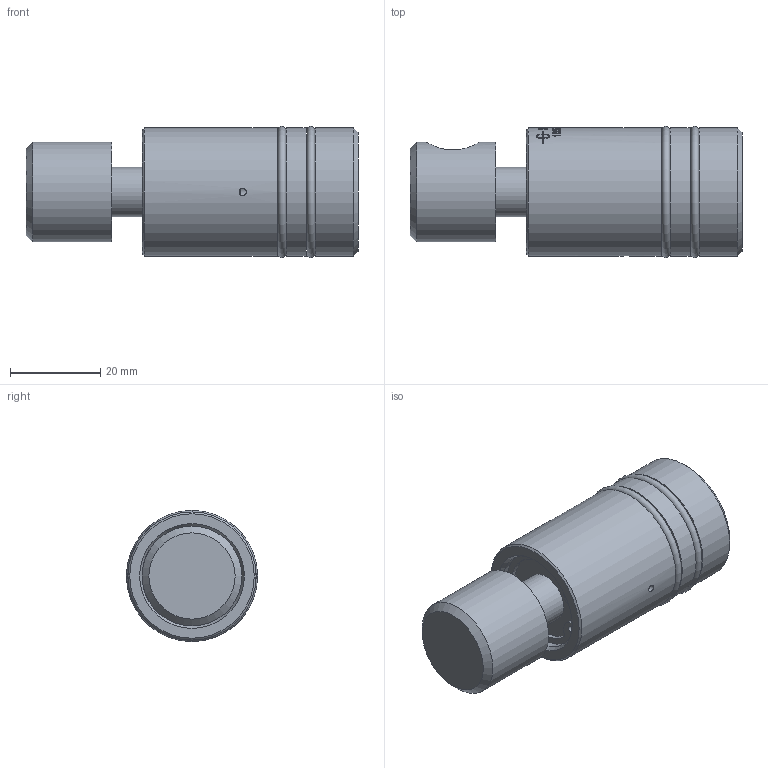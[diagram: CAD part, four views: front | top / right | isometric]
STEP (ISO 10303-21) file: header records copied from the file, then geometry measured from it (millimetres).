
FILE_DESCRIPTION((''),'2;1');
FILE_NAME('1005-108-001-IC.stp','2014-05-29T09:00:33',('moorera'),(''),'Autodesk Inventor 2013','Autodesk Inventor 2013','');
FILE_SCHEMA(('AUTOMOTIVE_DESIGN { 1 0 10303 214 1 1 1 1 }'));
Length unit declared in the file: millimetre
Products named in the file (1): 1005-108-001-IC
Bounding box: 73.53 x 29.06 x 29.06 mm (x, y, z)
Volume: 35452.3 mm3; surface area: 10735.7 mm2
Topology: 1 solids, 1 shells, 340 faces, 884 edges, 587 vertices
Faces by surface type: bspline 177, plane 92, cylinder 62, cone 7, torus 2
Full cylindrical faces by diameter (mm): 1.575 x2, 1.6 x1, 3.2 x1, 7.6 x1, 7.95 x1, 11 x1, 22.07 x1, 22.1 x1, 23.3 x1, 25.5 x4, 28.37 x3
Entity records: 49753 total; most frequent: CARTESIAN_POINT 42689, ORIENTED_EDGE 1686, DIRECTION 865, EDGE_CURVE 843, VERTEX_POINT 573, B_SPLINE_CURVE_WITH_KNOTS 430, EDGE_LOOP 418, FACE_OUTER_BOUND 340
